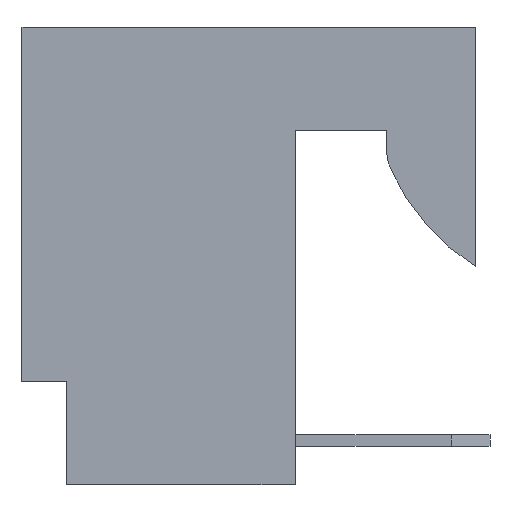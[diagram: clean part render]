
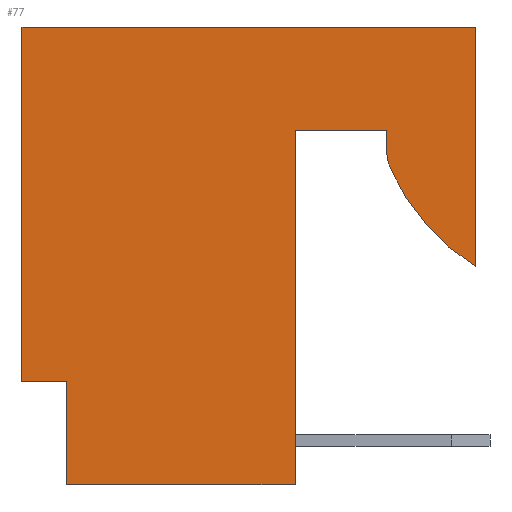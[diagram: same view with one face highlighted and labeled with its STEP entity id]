
A CAD part, left-side view. The second image highlights one B-rep face of the part: STEP entity #77.
In plain terms, the highlighted planar face has unit normal (-1, 0, 0).
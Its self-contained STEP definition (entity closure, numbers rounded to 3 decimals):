
#77=ADVANCED_FACE('',(#324),#325,.F.);
#324=FACE_OUTER_BOUND('',#788,.T.);
#325=PLANE('',#789);
#788=EDGE_LOOP('',(#1332,#1333,#1334,#1335,#1336,#1337,#1338,#1339,#1340,#1341,#1342));
#789=AXIS2_PLACEMENT_3D('',#1343,#1344,#1345);
#1332=ORIENTED_EDGE('',*,*,#3202,.F.);
#1333=ORIENTED_EDGE('',*,*,#3203,.F.);
#1334=ORIENTED_EDGE('',*,*,#3204,.F.);
#1335=ORIENTED_EDGE('',*,*,#3205,.F.);
#1336=ORIENTED_EDGE('',*,*,#3206,.F.);
#1337=ORIENTED_EDGE('',*,*,#3207,.F.);
#1338=ORIENTED_EDGE('',*,*,#3208,.F.);
#1339=ORIENTED_EDGE('',*,*,#3209,.F.);
#1340=ORIENTED_EDGE('',*,*,#3210,.F.);
#1341=ORIENTED_EDGE('',*,*,#3211,.F.);
#1342=ORIENTED_EDGE('',*,*,#3212,.F.);
#1343=CARTESIAN_POINT('',(-5.029,0.0,0.0));
#1344=DIRECTION('',(1.0,0.0,0.0));
#1345=DIRECTION('',(0.0,1.0,0.0));
#3202=EDGE_CURVE('',#3912,#3913,#3914,.T.);
#3203=EDGE_CURVE('',#3915,#3912,#3916,.T.);
#3204=EDGE_CURVE('',#3917,#3915,#3918,.T.);
#3205=EDGE_CURVE('',#3919,#3917,#3920,.T.);
#3206=EDGE_CURVE('',#3921,#3919,#3922,.T.);
#3207=EDGE_CURVE('',#3923,#3921,#3924,.T.);
#3208=EDGE_CURVE('',#3925,#3923,#3926,.T.);
#3209=EDGE_CURVE('',#3927,#3925,#3928,.T.);
#3210=EDGE_CURVE('',#3929,#3927,#3930,.T.);
#3211=EDGE_CURVE('',#3931,#3929,#3932,.T.);
#3212=EDGE_CURVE('',#3913,#3931,#3933,.T.);
#3912=VERTEX_POINT('',#4972);
#3913=VERTEX_POINT('',#4973);
#3914=LINE('',#4974,#4975);
#3915=VERTEX_POINT('',#4976);
#3916=LINE('',#4977,#4978);
#3917=VERTEX_POINT('',#4979);
#3918=LINE('',#4980,#4981);
#3919=VERTEX_POINT('',#4982);
#3920=LINE('',#4983,#4984);
#3921=VERTEX_POINT('',#4985);
#3922=LINE('',#4986,#4987);
#3923=VERTEX_POINT('',#4988);
#3924=LINE('',#4989,#4990);
#3925=VERTEX_POINT('',#4991);
#3926=LINE('',#4992,#4993);
#3927=VERTEX_POINT('',#4994);
#3928=LINE('',#4995,#4996);
#3929=VERTEX_POINT('',#4997);
#3930=CIRCLE('',#4998,0.762);
#3931=VERTEX_POINT('',#4999);
#3932=CIRCLE('',#5000,3.81);
#3933=LINE('',#5001,#5002);
#4972=CARTESIAN_POINT('',(-5.029,7.798,0.0));
#4973=CARTESIAN_POINT('',(-5.029,0.0,0.0));
#4974=CARTESIAN_POINT('',(-5.029,7.798,0.0));
#4975=VECTOR('',#6478,7.798);
#4976=CARTESIAN_POINT('',(-5.029,7.798,-6.096));
#4977=CARTESIAN_POINT('',(-5.029,7.798,-6.096));
#4978=VECTOR('',#6479,6.096);
#4979=CARTESIAN_POINT('',(-5.029,7.036,-6.096));
#4980=CARTESIAN_POINT('',(-5.029,7.036,-6.096));
#4981=VECTOR('',#6480,0.762);
#4982=CARTESIAN_POINT('',(-5.029,7.036,-7.874));
#4983=CARTESIAN_POINT('',(-5.029,7.036,-7.874));
#4984=VECTOR('',#6481,1.778);
#4985=CARTESIAN_POINT('',(-5.029,3.099,-7.874));
#4986=CARTESIAN_POINT('',(-5.029,3.099,-7.874));
#4987=VECTOR('',#6482,3.937);
#4988=CARTESIAN_POINT('',(-5.029,3.099,-1.778));
#4989=CARTESIAN_POINT('',(-5.029,3.099,-1.778));
#4990=VECTOR('',#6483,6.096);
#4991=CARTESIAN_POINT('',(-5.029,1.524,-1.778));
#4992=CARTESIAN_POINT('',(-5.029,1.524,-1.778));
#4993=VECTOR('',#6484,1.575);
#4994=CARTESIAN_POINT('',(-5.029,1.524,-2.125));
#4995=CARTESIAN_POINT('',(-5.029,1.524,-2.125));
#4996=VECTOR('',#6485,0.347);
#4997=CARTESIAN_POINT('',(-5.029,1.459,-2.434));
#4998=AXIS2_PLACEMENT_3D('',#6486,#6487,#6488);
#4999=CARTESIAN_POINT('',(-5.029,0.0,-4.117));
#5000=AXIS2_PLACEMENT_3D('',#6489,#6490,#6491);
#5001=CARTESIAN_POINT('',(-5.029,0.0,0.0));
#5002=VECTOR('',#6492,4.117);
#6478=DIRECTION('',(0.0,-1.0,0.0));
#6479=DIRECTION('',(0.0,0.0,1.0));
#6480=DIRECTION('',(0.0,1.0,0.0));
#6481=DIRECTION('',(0.0,0.0,1.0));
#6482=DIRECTION('',(0.0,1.0,0.0));
#6483=DIRECTION('',(0.0,0.0,-1.0));
#6484=DIRECTION('',(0.0,1.0,0.0));
#6485=DIRECTION('',(0.0,0.0,1.0));
#6486=CARTESIAN_POINT('',(-5.029,0.762,-2.125));
#6487=DIRECTION('',(1.0,0.0,0.0));
#6488=DIRECTION('',(0.0,0.914,-0.405));
#6489=CARTESIAN_POINT('',(-5.029,-2.024,-0.889));
#6490=DIRECTION('',(1.0,0.0,0.0));
#6491=DIRECTION('',(0.0,0.531,-0.847));
#6492=DIRECTION('',(0.0,0.0,-1.0));
